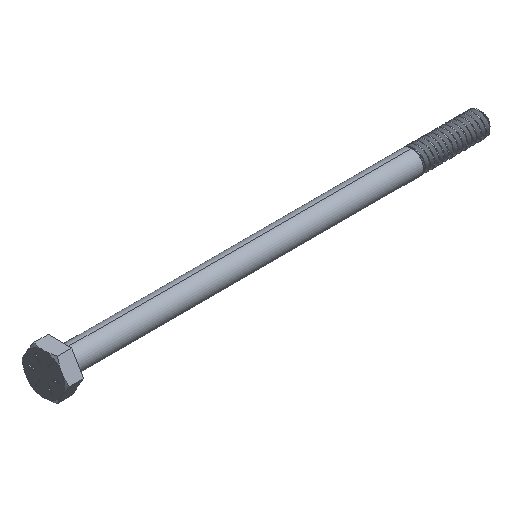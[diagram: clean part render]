
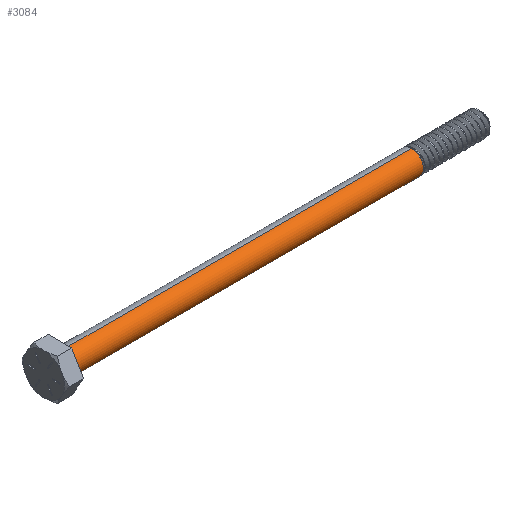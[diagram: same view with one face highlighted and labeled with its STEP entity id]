
A CAD part, isometric view. The second image highlights one B-rep face of the part: STEP entity #3084.
In plain terms, the highlighted cylindrical face has radius 3.175 mm (diameter 6.35 mm), a partial arc.
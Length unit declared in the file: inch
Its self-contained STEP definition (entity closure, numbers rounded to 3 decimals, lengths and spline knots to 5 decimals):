
#5 = AXIS2_PLACEMENT_3D ( 'NONE', #4738, #4735, #4734 ) ;
#785 = CIRCLE ( 'NONE', #1244, 0.125 ) ;
#859 = VECTOR ( 'NONE', #4829, 39.37008 ) ;
#860 = LINE ( 'NONE', #4833, #859 ) ;
#967 = EDGE_LOOP ( 'NONE', ( #4166, #4101, #4081, #4171, #4149 ) ) ;
#1043 = CIRCLE ( 'NONE', #1252, 0.125 ) ;
#1060 = DIRECTION ( 'NONE',  ( 1., 0., 0. ) ) ;
#1064 = DIRECTION ( 'NONE',  ( 0., 0., -1. ) ) ;
#1072 = CARTESIAN_POINT ( 'NONE',  ( -2.16406, 0., 0. ) ) ;
#1244 = AXIS2_PLACEMENT_3D ( 'NONE', #2144, #2215, #2214 ) ;
#1252 = AXIS2_PLACEMENT_3D ( 'NONE', #2183, #2181, #2180 ) ;
#1317 = EDGE_CURVE ( 'NONE', #5176, #5174, #785, .T. ) ;
#1331 = EDGE_CURVE ( 'NONE', #5174, #5212, #1043, .T. ) ;
#1372 = EDGE_CURVE ( 'NONE', #5210, #5176, #860, .T. ) ;
#1440 = EDGE_CURVE ( 'NONE', #5211, #5212, #4257, .T. ) ;
#1442 = EDGE_CURVE ( 'NONE', #5211, #5210, #4252, .T. ) ;
#1760 = FACE_OUTER_BOUND ( 'NONE', #967, .T. ) ;
#1765 = CYLINDRICAL_SURFACE ( 'NONE', #1833, 0.125 ) ;
#1833 = AXIS2_PLACEMENT_3D ( 'NONE', #1072, #1060, #1064 ) ;
#1962 = CARTESIAN_POINT ( 'NONE',  ( 1.58594, 0., 0.125 ) ) ;
#1963 = CARTESIAN_POINT ( 'NONE',  ( -2.16406, 0., 0.125 ) ) ;
#1964 = CARTESIAN_POINT ( 'NONE',  ( -2.16406, 0., -0.125 ) ) ;
#1997 = CARTESIAN_POINT ( 'NONE',  ( 1.58594, 0., -0.125 ) ) ;
#2002 = CARTESIAN_POINT ( 'NONE',  ( 1.58594, -0.125, 0. ) ) ;
#2144 = CARTESIAN_POINT ( 'NONE',  ( 1.58594, 0., 0. ) ) ;
#2180 = DIRECTION ( 'NONE',  ( 0., -1., 0. ) ) ;
#2181 = DIRECTION ( 'NONE',  ( -1., 0., 0. ) ) ;
#2183 = CARTESIAN_POINT ( 'NONE',  ( 1.58594, 0., 0. ) ) ;
#2214 = DIRECTION ( 'NONE',  ( 0., -1., 0. ) ) ;
#2215 = DIRECTION ( 'NONE',  ( -1., 0., 0. ) ) ;
#3084 = ADVANCED_FACE ( 'NONE', ( #1760 ), #1765, .T. ) ;
#4081 = ORIENTED_EDGE ( 'NONE', *, *, #1372, .T. ) ;
#4101 = ORIENTED_EDGE ( 'NONE', *, *, #1442, .T. ) ;
#4149 = ORIENTED_EDGE ( 'NONE', *, *, #1331, .T. ) ;
#4166 = ORIENTED_EDGE ( 'NONE', *, *, #1440, .F. ) ;
#4171 = ORIENTED_EDGE ( 'NONE', *, *, #1317, .T. ) ;
#4252 = CIRCLE ( 'NONE', #5, 0.125 ) ;
#4257 = LINE ( 'NONE', #4748, #4514 ) ;
#4514 = VECTOR ( 'NONE', #4747, 39.37008 ) ;
#4734 = DIRECTION ( 'NONE',  ( 0., 0., 1. ) ) ;
#4735 = DIRECTION ( 'NONE',  ( 1., 0., 0. ) ) ;
#4738 = CARTESIAN_POINT ( 'NONE',  ( -2.16406, 0., 0. ) ) ;
#4747 = DIRECTION ( 'NONE',  ( 1., 0., 0. ) ) ;
#4748 = CARTESIAN_POINT ( 'NONE',  ( -2.16406, 0., 0.125 ) ) ;
#4829 = DIRECTION ( 'NONE',  ( 1., 0., 0. ) ) ;
#4833 = CARTESIAN_POINT ( 'NONE',  ( -2.16406, 0., -0.125 ) ) ;
#5174 = VERTEX_POINT ( 'NONE', #2002 ) ;
#5176 = VERTEX_POINT ( 'NONE', #1997 ) ;
#5210 = VERTEX_POINT ( 'NONE', #1964 ) ;
#5211 = VERTEX_POINT ( 'NONE', #1963 ) ;
#5212 = VERTEX_POINT ( 'NONE', #1962 ) ;
